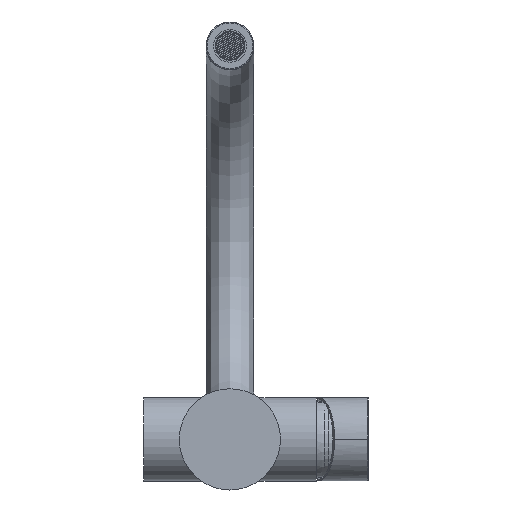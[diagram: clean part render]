
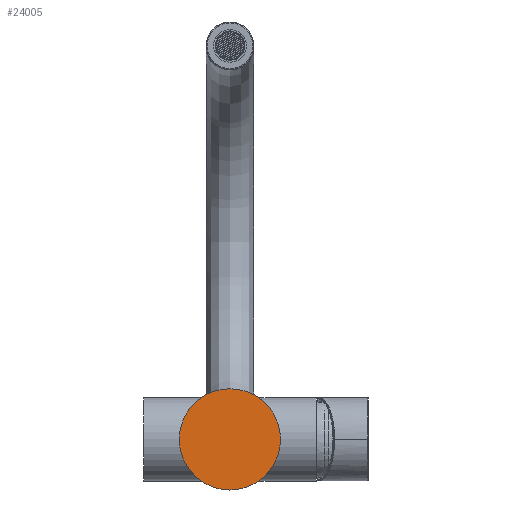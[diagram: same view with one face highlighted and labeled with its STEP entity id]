
A CAD part, front view. The second image highlights one B-rep face of the part: STEP entity #24005.
In plain terms, the highlighted planar face has unit normal (0, -1, 0).
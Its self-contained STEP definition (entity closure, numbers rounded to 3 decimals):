
#4020 = DIRECTION ( 'NONE',  ( 0., 1., 0. ) ) ;
#4824 = ORIENTED_EDGE ( 'NONE', *, *, #54461, .F. ) ;
#5972 = CARTESIAN_POINT ( 'NONE',  ( 0., -74.5, 0. ) ) ;
#11403 = DIRECTION ( 'NONE',  ( 0., 0., 1. ) ) ;
#12981 = EDGE_LOOP ( 'NONE', ( #47539, #4824 ) ) ;
#14633 = PLANE ( 'NONE',  #63777 ) ;
#16878 = AXIS2_PLACEMENT_3D ( 'NONE', #56650, #24588, #62073 ) ;
#17230 = VERTEX_POINT ( 'NONE', #17823 ) ;
#17823 = CARTESIAN_POINT ( 'NONE',  ( 0., -74.5, -27. ) ) ;
#24005 = ADVANCED_FACE ( 'NONE', ( #57914 ), #14633, .F. ) ;
#24588 = DIRECTION ( 'NONE',  ( 0., 1., 0. ) ) ;
#31794 = CIRCLE ( 'NONE', #16878, 27. ) ;
#36177 = CARTESIAN_POINT ( 'NONE',  ( 0., -74.5, 0. ) ) ;
#38013 = CARTESIAN_POINT ( 'NONE',  ( 0., -74.5, 27. ) ) ;
#41564 = DIRECTION ( 'NONE',  ( 0., 0., 1. ) ) ;
#43498 = DIRECTION ( 'NONE',  ( 0., 1., 0. ) ) ;
#47539 = ORIENTED_EDGE ( 'NONE', *, *, #63377, .F. ) ;
#49272 = CIRCLE ( 'NONE', #54378, 27. ) ;
#54378 = AXIS2_PLACEMENT_3D ( 'NONE', #5972, #43498, #11403 ) ;
#54461 = EDGE_CURVE ( 'NONE', #57119, #17230, #49272, .T. ) ;
#56650 = CARTESIAN_POINT ( 'NONE',  ( 0., -74.5, 0. ) ) ;
#57119 = VERTEX_POINT ( 'NONE', #38013 ) ;
#57914 = FACE_OUTER_BOUND ( 'NONE', #12981, .T. ) ;
#62073 = DIRECTION ( 'NONE',  ( 0., 0., 1. ) ) ;
#63377 = EDGE_CURVE ( 'NONE', #17230, #57119, #31794, .T. ) ;
#63777 = AXIS2_PLACEMENT_3D ( 'NONE', #36177, #4020, #41564 ) ;
